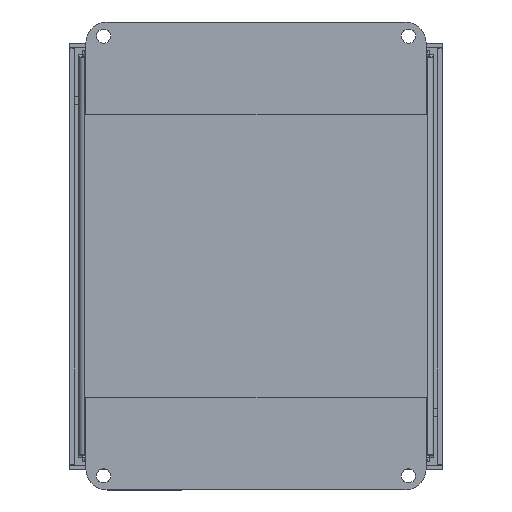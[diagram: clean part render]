
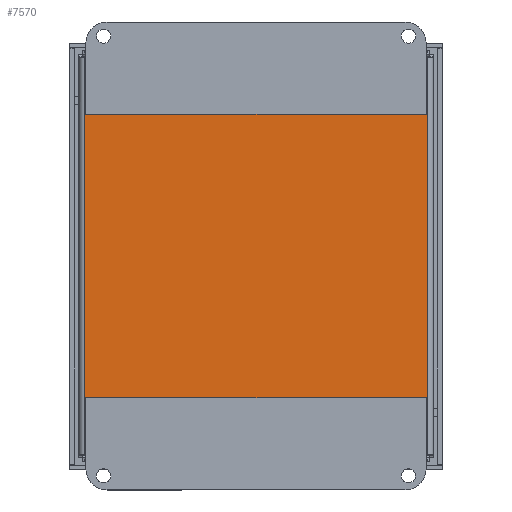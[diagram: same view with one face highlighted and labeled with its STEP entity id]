
A CAD part, top view. The second image highlights one B-rep face of the part: STEP entity #7570.
In plain terms, the highlighted face is planar.
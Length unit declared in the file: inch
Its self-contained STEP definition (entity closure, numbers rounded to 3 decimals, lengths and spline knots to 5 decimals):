
#482=CIRCLE('',#8208,0.07);
#486=CIRCLE('',#8214,0.07);
#487=CIRCLE('',#8216,0.07);
#488=CIRCLE('',#8217,0.07);
#869=PLANE('',#8215);
#1267=FACE_OUTER_BOUND('',#1740,.T.);
#1740=EDGE_LOOP('',(#6802,#6803,#6804,#6805,#6806,#6807,#6808,#6809));
#2411=LINE('',#13020,#3082);
#2424=LINE('',#13158,#3095);
#2434=LINE('',#13276,#3105);
#2445=LINE('',#13376,#3116);
#3082=VECTOR('',#10051,7.01142);
#3095=VECTOR('',#10086,6.01142);
#3105=VECTOR('',#10108,7.01142);
#3116=VECTOR('',#10137,6.01142);
#3800=VERTEX_POINT('',#12956);
#3801=VERTEX_POINT('',#13003);
#3812=VERTEX_POINT('',#13093);
#3813=VERTEX_POINT('',#13141);
#3818=VERTEX_POINT('',#13212);
#3819=VERTEX_POINT('',#13259);
#3830=VERTEX_POINT('',#13343);
#3831=VERTEX_POINT('',#13362);
#4771=EDGE_CURVE('',#3800,#3801,#2411,.T.);
#4792=EDGE_CURVE('',#3812,#3813,#2424,.T.);
#4806=EDGE_CURVE('',#3818,#3819,#2434,.T.);
#4825=EDGE_CURVE('',#3830,#3831,#2445,.T.);
#4829=EDGE_CURVE('',#3831,#3818,#482,.T.);
#4833=EDGE_CURVE('',#3801,#3830,#486,.T.);
#4834=EDGE_CURVE('',#3819,#3812,#487,.T.);
#4835=EDGE_CURVE('',#3813,#3800,#488,.T.);
#6802=ORIENTED_EDGE('',*,*,#4825,.T.);
#6803=ORIENTED_EDGE('',*,*,#4829,.T.);
#6804=ORIENTED_EDGE('',*,*,#4806,.T.);
#6805=ORIENTED_EDGE('',*,*,#4834,.T.);
#6806=ORIENTED_EDGE('',*,*,#4792,.T.);
#6807=ORIENTED_EDGE('',*,*,#4835,.T.);
#6808=ORIENTED_EDGE('',*,*,#4771,.T.);
#6809=ORIENTED_EDGE('',*,*,#4833,.T.);
#7570=ADVANCED_FACE('',(#1267),#869,.F.);
#8208=AXIS2_PLACEMENT_3D('',#13411,#10148,#10149);
#8214=AXIS2_PLACEMENT_3D('',#13417,#10160,#10161);
#8215=AXIS2_PLACEMENT_3D('',#13418,#10162,#10163);
#8216=AXIS2_PLACEMENT_3D('',#13419,#10164,#10165);
#8217=AXIS2_PLACEMENT_3D('',#13420,#10166,#10167);
#10051=DIRECTION('',(0.,-1.,0.));
#10086=DIRECTION('',(1.,0.,0.));
#10108=DIRECTION('',(0.,1.,0.));
#10137=DIRECTION('',(-1.,0.,0.));
#10148=DIRECTION('center_axis',(0.,0.,1.));
#10149=DIRECTION('ref_axis',(1.,0.,0.));
#10160=DIRECTION('center_axis',(0.,0.,1.));
#10161=DIRECTION('ref_axis',(1.,0.,0.));
#10162=DIRECTION('center_axis',(0.,0.,1.));
#10163=DIRECTION('ref_axis',(1.,0.,0.));
#10164=DIRECTION('center_axis',(0.,0.,1.));
#10165=DIRECTION('ref_axis',(1.,0.,0.));
#10166=DIRECTION('center_axis',(0.,0.,1.));
#10167=DIRECTION('ref_axis',(1.,0.,0.));
#12956=CARTESIAN_POINT('',(6.14475,7.13071,0.));
#13003=CARTESIAN_POINT('',(6.14475,0.11929,0.));
#13020=CARTESIAN_POINT('',(6.14475,5.38488,0.));
#13093=CARTESIAN_POINT('',(0.11929,7.14475,0.));
#13141=CARTESIAN_POINT('',(6.13071,7.14475,0.));
#13158=CARTESIAN_POINT('',(1.61513,7.14475,0.));
#13212=CARTESIAN_POINT('',(0.10525,0.11929,0.));
#13259=CARTESIAN_POINT('',(0.10525,7.13071,0.));
#13276=CARTESIAN_POINT('',(0.10525,1.86513,0.));
#13343=CARTESIAN_POINT('',(6.13071,0.10525,0.));
#13362=CARTESIAN_POINT('',(0.11929,0.10525,0.));
#13376=CARTESIAN_POINT('',(4.63488,0.10525,0.));
#13411=CARTESIAN_POINT('Origin',(0.06327,0.06327,0.));
#13417=CARTESIAN_POINT('Origin',(6.18673,0.06327,0.));
#13418=CARTESIAN_POINT('Origin',(3.125,3.625,0.));
#13419=CARTESIAN_POINT('Origin',(0.06327,7.18673,0.));
#13420=CARTESIAN_POINT('Origin',(6.18673,7.18673,0.));
